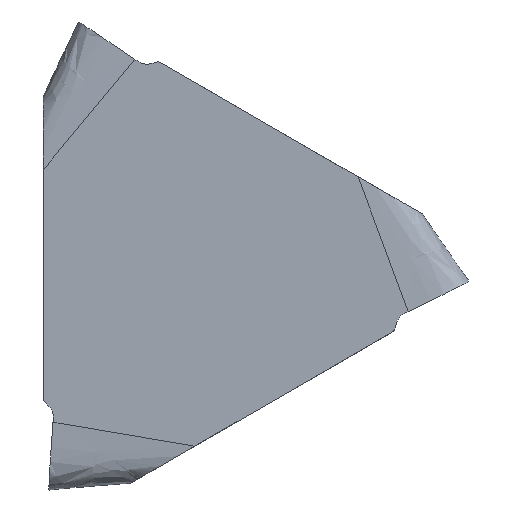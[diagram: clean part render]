
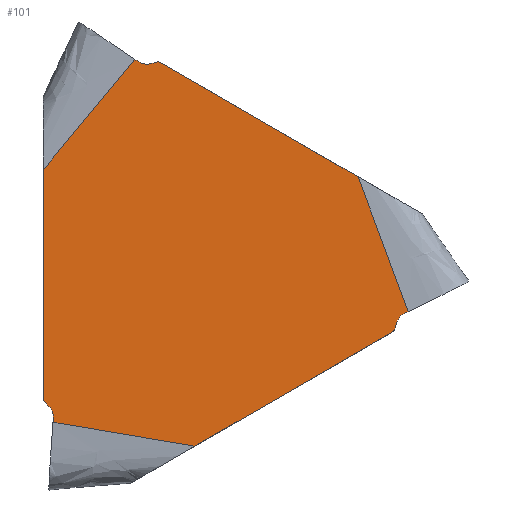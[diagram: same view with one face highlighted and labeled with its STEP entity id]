
A CAD part, left-side view. The second image highlights one B-rep face of the part: STEP entity #101.
In plain terms, the highlighted planar face has unit normal (-1, 0, 0).
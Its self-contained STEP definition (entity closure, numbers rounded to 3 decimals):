
#101=ADVANCED_FACE('',(#195),#169,.T.);
#169=PLANE('',#1216);
#195=FACE_OUTER_BOUND('',#263,.T.);
#263=EDGE_LOOP('',(#346,#347,#348,#349,#350,#351,#352,#353,#354,#355,#356,
#357,#358,#359,#360,#361,#362,#363));
#331=ELLIPSE('',#1210,0.201,0.2);
#332=ELLIPSE('',#1211,0.702,0.7);
#333=ELLIPSE('',#1212,0.201,0.2);
#334=ELLIPSE('',#1213,0.702,0.7);
#335=ELLIPSE('',#1214,0.201,0.2);
#336=ELLIPSE('',#1215,0.702,0.7);
#346=ORIENTED_EDGE('',*,*,#811,.T.);
#347=ORIENTED_EDGE('',*,*,#812,.T.);
#348=ORIENTED_EDGE('',*,*,#813,.T.);
#349=ORIENTED_EDGE('',*,*,#814,.F.);
#350=ORIENTED_EDGE('',*,*,#815,.T.);
#351=ORIENTED_EDGE('',*,*,#816,.F.);
#352=ORIENTED_EDGE('',*,*,#817,.T.);
#353=ORIENTED_EDGE('',*,*,#818,.T.);
#354=ORIENTED_EDGE('',*,*,#819,.T.);
#355=ORIENTED_EDGE('',*,*,#820,.F.);
#356=ORIENTED_EDGE('',*,*,#821,.T.);
#357=ORIENTED_EDGE('',*,*,#822,.F.);
#358=ORIENTED_EDGE('',*,*,#823,.T.);
#359=ORIENTED_EDGE('',*,*,#824,.T.);
#360=ORIENTED_EDGE('',*,*,#825,.T.);
#361=ORIENTED_EDGE('',*,*,#826,.F.);
#362=ORIENTED_EDGE('',*,*,#827,.T.);
#363=ORIENTED_EDGE('',*,*,#828,.F.);
#700=VERTEX_POINT('',#1564);
#701=VERTEX_POINT('',#1565);
#702=VERTEX_POINT('',#1567);
#703=VERTEX_POINT('',#1569);
#704=VERTEX_POINT('',#1571);
#705=VERTEX_POINT('',#1573);
#706=VERTEX_POINT('',#1581);
#707=VERTEX_POINT('',#1583);
#708=VERTEX_POINT('',#1585);
#709=VERTEX_POINT('',#1587);
#710=VERTEX_POINT('',#1589);
#711=VERTEX_POINT('',#1591);
#712=VERTEX_POINT('',#1599);
#713=VERTEX_POINT('',#1601);
#714=VERTEX_POINT('',#1603);
#715=VERTEX_POINT('',#1605);
#716=VERTEX_POINT('',#1607);
#717=VERTEX_POINT('',#1609);
#811=EDGE_CURVE('',#700,#701,#988,.T.);
#812=EDGE_CURVE('',#701,#702,#331,.T.);
#813=EDGE_CURVE('',#702,#703,#989,.T.);
#814=EDGE_CURVE('',#704,#703,#332,.T.);
#815=EDGE_CURVE('',#704,#705,#990,.T.);
#816=EDGE_CURVE('',#706,#705,#1104,.T.);
#817=EDGE_CURVE('',#706,#707,#991,.T.);
#818=EDGE_CURVE('',#707,#708,#333,.T.);
#819=EDGE_CURVE('',#708,#709,#992,.T.);
#820=EDGE_CURVE('',#710,#709,#334,.T.);
#821=EDGE_CURVE('',#710,#711,#993,.T.);
#822=EDGE_CURVE('',#712,#711,#1105,.T.);
#823=EDGE_CURVE('',#712,#713,#994,.T.);
#824=EDGE_CURVE('',#713,#714,#335,.T.);
#825=EDGE_CURVE('',#714,#715,#995,.T.);
#826=EDGE_CURVE('',#716,#715,#336,.T.);
#827=EDGE_CURVE('',#716,#717,#996,.T.);
#828=EDGE_CURVE('',#700,#717,#1106,.T.);
#988=LINE('',#1563,#1042);
#989=LINE('',#1568,#1043);
#990=LINE('',#1572,#1044);
#991=LINE('',#1582,#1045);
#992=LINE('',#1586,#1046);
#993=LINE('',#1590,#1047);
#994=LINE('',#1600,#1048);
#995=LINE('',#1604,#1049);
#996=LINE('',#1608,#1050);
#1042=VECTOR('',#1299,1.);
#1043=VECTOR('',#1302,1.);
#1044=VECTOR('',#1305,1.);
#1045=VECTOR('',#1306,1.);
#1046=VECTOR('',#1309,1.);
#1047=VECTOR('',#1312,1.);
#1048=VECTOR('',#1313,1.);
#1049=VECTOR('',#1316,1.);
#1050=VECTOR('',#1319,1.);
#1104=B_SPLINE_CURVE_WITH_KNOTS('',3,(#1574,#1575,#1576,#1577,#1578,#1579,
#1580),.UNSPECIFIED.,.F.,.F.,(4,3,4),(0.,0.472,1.),
 .UNSPECIFIED.);
#1105=B_SPLINE_CURVE_WITH_KNOTS('',3,(#1592,#1593,#1594,#1595,#1596,#1597,
#1598),.UNSPECIFIED.,.F.,.F.,(4,3,4),(0.,0.472,1.),
 .UNSPECIFIED.);
#1106=B_SPLINE_CURVE_WITH_KNOTS('',3,(#1610,#1611,#1612,#1613,#1614,#1615,
#1616),.UNSPECIFIED.,.F.,.F.,(4,3,4),(0.,0.472,1.),
 .UNSPECIFIED.);
#1210=AXIS2_PLACEMENT_3D('',#1566,#1300,#1301);
#1211=AXIS2_PLACEMENT_3D('',#1570,#1303,#1304);
#1212=AXIS2_PLACEMENT_3D('',#1584,#1307,#1308);
#1213=AXIS2_PLACEMENT_3D('',#1588,#1310,#1311);
#1214=AXIS2_PLACEMENT_3D('',#1602,#1314,#1315);
#1215=AXIS2_PLACEMENT_3D('',#1606,#1317,#1318);
#1216=AXIS2_PLACEMENT_3D('',#1617,#1320,#1321);
#1299=DIRECTION('',(0.,0.,-1.));
#1300=DIRECTION('',(-1.,0.,0.));
#1301=DIRECTION('',(0.,0.,-1.));
#1302=DIRECTION('',(0.,-0.707,-0.707));
#1303=DIRECTION('',(-1.,0.,0.));
#1304=DIRECTION('',(0.,0.447,-0.895));
#1305=DIRECTION('',(0.,0.07,-0.998));
#1306=DIRECTION('',(0.,-0.866,0.5));
#1307=DIRECTION('',(-1.,0.,0.));
#1308=DIRECTION('',(0.,-0.866,0.5));
#1309=DIRECTION('',(0.,-0.259,0.966));
#1310=DIRECTION('',(-1.,0.,0.));
#1311=DIRECTION('',(0.,-0.998,0.06));
#1312=DIRECTION('',(0.,-0.899,0.438));
#1313=DIRECTION('',(0.,0.866,0.5));
#1314=DIRECTION('',(-1.,0.,0.));
#1315=DIRECTION('',(0.,0.866,0.5));
#1316=DIRECTION('',(0.,0.966,-0.259));
#1317=DIRECTION('',(-1.,0.,0.));
#1318=DIRECTION('',(0.,0.551,0.834));
#1319=DIRECTION('',(0.,0.829,0.559));
#1320=DIRECTION('',(-1.,0.,0.));
#1321=DIRECTION('',(0.,0.,1.));
#1563=CARTESIAN_POINT('',(0.,7.1,12.298));
#1564=CARTESIAN_POINT('',(0.,7.1,4.304));
#1565=CARTESIAN_POINT('',(0.,7.1,-6.133));
#1566=CARTESIAN_POINT('',(0.,6.9,-6.133));
#1567=CARTESIAN_POINT('',(0.,7.041,-6.275));
#1568=CARTESIAN_POINT('',(0.,6.658,-6.658));
#1569=CARTESIAN_POINT('',(0.,6.842,-6.474));
#1570=CARTESIAN_POINT('',(0.,7.337,-6.972));
#1571=CARTESIAN_POINT('',(0.,6.639,-7.019));
#1572=CARTESIAN_POINT('',(0.,6.118,0.428));
#1573=CARTESIAN_POINT('',(0.,6.652,-7.206));
#1574=CARTESIAN_POINT('',(0.,0.177,-8.301));
#1575=CARTESIAN_POINT('',(0.,1.198,-8.136));
#1576=CARTESIAN_POINT('',(0.,2.206,-7.903));
#1577=CARTESIAN_POINT('',(0.,3.226,-7.732));
#1578=CARTESIAN_POINT('',(0.,4.365,-7.541));
#1579=CARTESIAN_POINT('',(0.,5.509,-7.378));
#1580=CARTESIAN_POINT('',(0.,6.652,-7.206));
#1581=CARTESIAN_POINT('',(0.,0.177,-8.301));
#1582=CARTESIAN_POINT('',(0.,7.1,-12.298));
#1583=CARTESIAN_POINT('',(0.,-8.861,-3.082));
#1584=CARTESIAN_POINT('',(0.,-8.761,-2.909));
#1585=CARTESIAN_POINT('',(0.,-8.955,-2.96));
#1586=CARTESIAN_POINT('',(0.,-9.095,-2.437));
#1587=CARTESIAN_POINT('',(0.,-9.028,-2.688));
#1588=CARTESIAN_POINT('',(0.,-9.706,-2.868));
#1589=CARTESIAN_POINT('',(0.,-9.398,-2.24));
#1590=CARTESIAN_POINT('',(0.,-2.688,-5.512));
#1591=CARTESIAN_POINT('',(0.,-9.566,-2.158));
#1592=CARTESIAN_POINT('',(0.,-7.277,3.997));
#1593=CARTESIAN_POINT('',(0.,-7.645,3.031));
#1594=CARTESIAN_POINT('',(0.,-7.948,2.041));
#1595=CARTESIAN_POINT('',(0.,-8.309,1.073));
#1596=CARTESIAN_POINT('',(0.,-8.713,-0.01));
#1597=CARTESIAN_POINT('',(0.,-9.144,-1.082));
#1598=CARTESIAN_POINT('',(0.,-9.566,-2.158));
#1599=CARTESIAN_POINT('',(0.,-7.277,3.997));
#1600=CARTESIAN_POINT('',(0.,-14.2,0.));
#1601=CARTESIAN_POINT('',(0.,1.761,9.215));
#1602=CARTESIAN_POINT('',(0.,1.861,9.042));
#1603=CARTESIAN_POINT('',(0.,1.914,9.235));
#1604=CARTESIAN_POINT('',(0.,2.437,9.095));
#1605=CARTESIAN_POINT('',(0.,2.186,9.162));
#1606=CARTESIAN_POINT('',(0.,2.369,9.84));
#1607=CARTESIAN_POINT('',(0.,2.759,9.259));
#1608=CARTESIAN_POINT('',(0.,-3.429,5.084));
#1609=CARTESIAN_POINT('',(0.,2.915,9.363));
#1610=CARTESIAN_POINT('',(0.,7.1,4.304));
#1611=CARTESIAN_POINT('',(0.,6.447,5.105));
#1612=CARTESIAN_POINT('',(0.,5.741,5.862));
#1613=CARTESIAN_POINT('',(0.,5.084,6.66));
#1614=CARTESIAN_POINT('',(0.,4.348,7.551));
#1615=CARTESIAN_POINT('',(0.,3.635,8.46));
#1616=CARTESIAN_POINT('',(0.,2.915,9.363));
#1617=CARTESIAN_POINT('',(0.,0.,0.));
